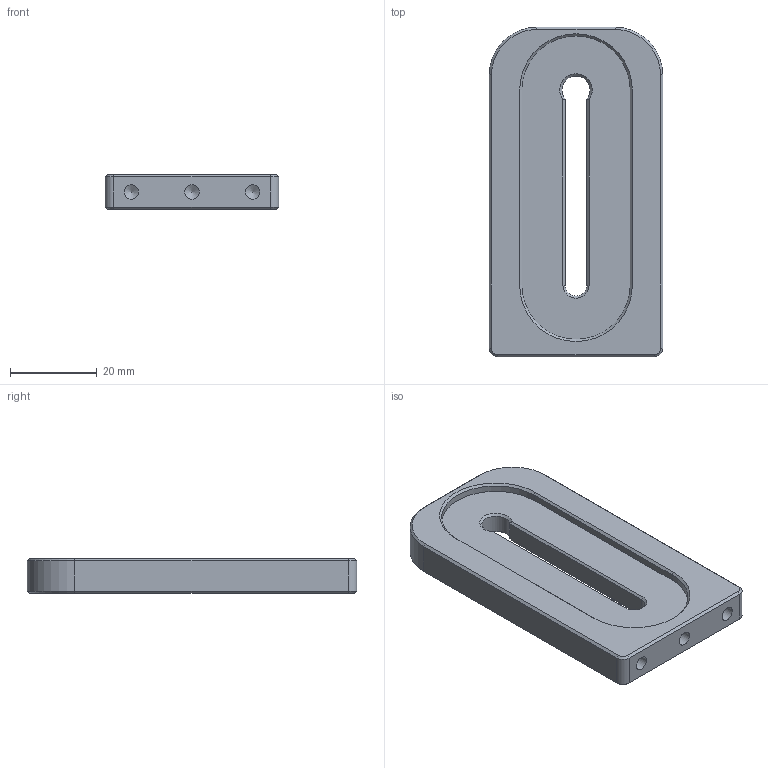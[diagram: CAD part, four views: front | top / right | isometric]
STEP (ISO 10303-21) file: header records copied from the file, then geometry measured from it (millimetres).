
FILE_DESCRIPTION( ( 'STEP AP203' ), '1' );
FILE_NAME( ' ', ' ', ( ' ' ), ( ' ' ), 'PSStep 10.0', ' ', ' ' );
FILE_SCHEMA( ( 'CONFIG_CONTROL_DESIGN' ) );
Length unit declared in the file: millimetre
Products named in the file (1): 1
Bounding box: 40 x 76 x 8 mm (x, y, z)
Volume: 16991.2 mm3; surface area: 8349.5 mm2
Topology: 1 solids, 1 shells, 76 faces, 179 edges, 107 vertices
Faces by surface type: plane 37, cone 24, cylinder 15
Full cylindrical faces by diameter (mm): 3.3 x3
Entity records: 2154 total; most frequent: DIRECTION 376, CARTESIAN_POINT 372, ORIENTED_EDGE 340, EDGE_CURVE 170, AXIS2_PLACEMENT_3D 135, VERTEX_POINT 107, LINE 106, VECTOR 106
